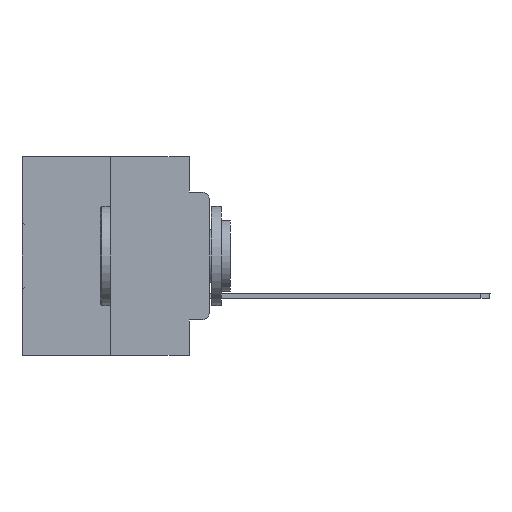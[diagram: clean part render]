
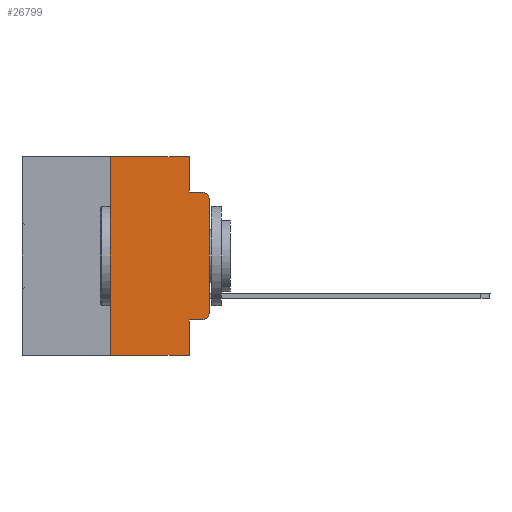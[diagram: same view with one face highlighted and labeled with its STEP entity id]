
A CAD part, left-side view. The second image highlights one B-rep face of the part: STEP entity #26799.
In plain terms, the highlighted planar face has unit normal (-1, 0, 0).
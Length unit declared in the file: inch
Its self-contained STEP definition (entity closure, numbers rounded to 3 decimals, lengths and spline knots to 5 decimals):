
#6 = ORIENTED_EDGE ( 'NONE', *, *, #4796, .T. ) ;
#33 = EDGE_CURVE ( 'NONE', #3079, #6972, #9004, .T. ) ;
#74 = CARTESIAN_POINT ( 'NONE',  ( 0., 0.25, -0.5 ) ) ;
#1291 = VECTOR ( 'NONE', #11921, 39.37008 ) ;
#1296 = DIRECTION ( 'NONE',  ( 0., -1., 0. ) ) ;
#1742 = CARTESIAN_POINT ( 'NONE',  ( 0., 0.051, -0.4115 ) ) ;
#1808 = VERTEX_POINT ( 'NONE', #9155 ) ;
#2527 = LINE ( 'NONE', #12703, #18837 ) ;
#2804 = DIRECTION ( 'NONE',  ( -1., 0., 0. ) ) ;
#3079 = VERTEX_POINT ( 'NONE', #14115 ) ;
#4223 = EDGE_CURVE ( 'NONE', #1808, #33351, #30737, .T. ) ;
#4281 = CIRCLE ( 'NONE', #7034, 0.02 ) ;
#4519 = EDGE_LOOP ( 'NONE', ( #33256, #29155, #33271, #22877, #30181, #28429, #21008, #19142, #6, #16191 ) ) ;
#4796 = EDGE_CURVE ( 'NONE', #1808, #16239, #25382, .T. ) ;
#4993 = CARTESIAN_POINT ( 'NONE',  ( 0., 0.02, -0.4115 ) ) ;
#5738 = VERTEX_POINT ( 'NONE', #74 ) ;
#5748 = EDGE_CURVE ( 'NONE', #16239, #3079, #34063, .T. ) ;
#5979 = CARTESIAN_POINT ( 'NONE',  ( 0., 0.473, -0.5 ) ) ;
#6972 = VERTEX_POINT ( 'NONE', #30317 ) ;
#7034 = AXIS2_PLACEMENT_3D ( 'NONE', #7975, #2804, #8320 ) ;
#7061 = VECTOR ( 'NONE', #12256, 39.37008 ) ;
#7098 = DIRECTION ( 'NONE',  ( 0., 0., -1. ) ) ;
#7975 = CARTESIAN_POINT ( 'NONE',  ( 0., 0.02, -0.1085 ) ) ;
#8320 = DIRECTION ( 'NONE',  ( 0., 0., -1. ) ) ;
#8539 = EDGE_CURVE ( 'NONE', #32919, #27427, #24412, .T. ) ;
#8725 = AXIS2_PLACEMENT_3D ( 'NONE', #12850, #12679, #10777 ) ;
#9004 = LINE ( 'NONE', #22627, #1291 ) ;
#9155 = CARTESIAN_POINT ( 'NONE',  ( 0., 0.051, -0.4115 ) ) ;
#10299 = EDGE_CURVE ( 'NONE', #5738, #33351, #11154, .T. ) ;
#10777 = DIRECTION ( 'NONE',  ( 0., 0., -1. ) ) ;
#11154 = LINE ( 'NONE', #5979, #28761 ) ;
#11921 = DIRECTION ( 'NONE',  ( 0., 0., 1. ) ) ;
#12256 = DIRECTION ( 'NONE',  ( 0., -1., 0. ) ) ;
#12679 = DIRECTION ( 'NONE',  ( -1., 0., 0. ) ) ;
#12703 = CARTESIAN_POINT ( 'NONE',  ( 0., 0.473, 0. ) ) ;
#12850 = CARTESIAN_POINT ( 'NONE',  ( 0., 0.02, -0.3915 ) ) ;
#13380 = LINE ( 'NONE', #33754, #16503 ) ;
#14115 = CARTESIAN_POINT ( 'NONE',  ( 0., 0., -0.3915 ) ) ;
#14455 = CARTESIAN_POINT ( 'NONE',  ( 0., 0.473, 0. ) ) ;
#14700 = VECTOR ( 'NONE', #7098, 39.37008 ) ;
#15610 = CARTESIAN_POINT ( 'NONE',  ( 0., 0.02, -0.0885 ) ) ;
#15975 = DIRECTION ( 'NONE',  ( 0., -1., 0. ) ) ;
#16191 = ORIENTED_EDGE ( 'NONE', *, *, #5748, .T. ) ;
#16239 = VERTEX_POINT ( 'NONE', #4993 ) ;
#16467 = CARTESIAN_POINT ( 'NONE',  ( 0., 0.051, -0.0885 ) ) ;
#16503 = VECTOR ( 'NONE', #31178, 39.37008 ) ;
#16775 = LINE ( 'NONE', #22284, #33113 ) ;
#18837 = VECTOR ( 'NONE', #15975, 39.37008 ) ;
#19142 = ORIENTED_EDGE ( 'NONE', *, *, #4223, .F. ) ;
#20057 = VERTEX_POINT ( 'NONE', #29884 ) ;
#20684 = CARTESIAN_POINT ( 'NONE',  ( 0., 0.051, -0.5 ) ) ;
#21008 = ORIENTED_EDGE ( 'NONE', *, *, #10299, .T. ) ;
#21463 = VERTEX_POINT ( 'NONE', #31336 ) ;
#21984 = DIRECTION ( 'NONE',  ( 0., -1., 0. ) ) ;
#22219 = DIRECTION ( 'NONE',  ( 1., 0., 0. ) ) ;
#22284 = CARTESIAN_POINT ( 'NONE',  ( 0., 0.051, 0. ) ) ;
#22569 = FACE_OUTER_BOUND ( 'NONE', #4519, .T. ) ;
#22627 = CARTESIAN_POINT ( 'NONE',  ( 0., 0., 0. ) ) ;
#22877 = ORIENTED_EDGE ( 'NONE', *, *, #23256, .F. ) ;
#23150 = VECTOR ( 'NONE', #21984, 39.37008 ) ;
#23256 = EDGE_CURVE ( 'NONE', #21463, #32919, #16775, .T. ) ;
#24412 = LINE ( 'NONE', #16467, #23150 ) ;
#25382 = LINE ( 'NONE', #1742, #7061 ) ;
#26799 = ADVANCED_FACE ( 'NONE', ( #22569 ), #33094, .F. ) ;
#27183 = CARTESIAN_POINT ( 'NONE',  ( 0., 0.051, -0.0885 ) ) ;
#27427 = VERTEX_POINT ( 'NONE', #15610 ) ;
#27941 = EDGE_CURVE ( 'NONE', #6972, #27427, #4281, .T. ) ;
#28429 = ORIENTED_EDGE ( 'NONE', *, *, #31522, .F. ) ;
#28761 = VECTOR ( 'NONE', #1296, 39.37008 ) ;
#29155 = ORIENTED_EDGE ( 'NONE', *, *, #27941, .T. ) ;
#29731 = DIRECTION ( 'NONE',  ( 0., 0., -1. ) ) ;
#29884 = CARTESIAN_POINT ( 'NONE',  ( 0., 0.25, 0. ) ) ;
#30181 = ORIENTED_EDGE ( 'NONE', *, *, #33751, .F. ) ;
#30317 = CARTESIAN_POINT ( 'NONE',  ( 0., 0., -0.1085 ) ) ;
#30737 = LINE ( 'NONE', #32684, #14700 ) ;
#30854 = DIRECTION ( 'NONE',  ( 0., 0., -1. ) ) ;
#31178 = DIRECTION ( 'NONE',  ( 0., 0., 1. ) ) ;
#31336 = CARTESIAN_POINT ( 'NONE',  ( 0., 0.051, 0. ) ) ;
#31522 = EDGE_CURVE ( 'NONE', #5738, #20057, #13380, .T. ) ;
#32305 = AXIS2_PLACEMENT_3D ( 'NONE', #14455, #22219, #30854 ) ;
#32684 = CARTESIAN_POINT ( 'NONE',  ( 0., 0.051, 0. ) ) ;
#32919 = VERTEX_POINT ( 'NONE', #27183 ) ;
#33094 = PLANE ( 'NONE',  #32305 ) ;
#33113 = VECTOR ( 'NONE', #29731, 39.37008 ) ;
#33256 = ORIENTED_EDGE ( 'NONE', *, *, #33, .T. ) ;
#33271 = ORIENTED_EDGE ( 'NONE', *, *, #8539, .F. ) ;
#33351 = VERTEX_POINT ( 'NONE', #20684 ) ;
#33751 = EDGE_CURVE ( 'NONE', #20057, #21463, #2527, .T. ) ;
#33754 = CARTESIAN_POINT ( 'NONE',  ( 0., 0.25, 0. ) ) ;
#34063 = CIRCLE ( 'NONE', #8725, 0.02 ) ;
